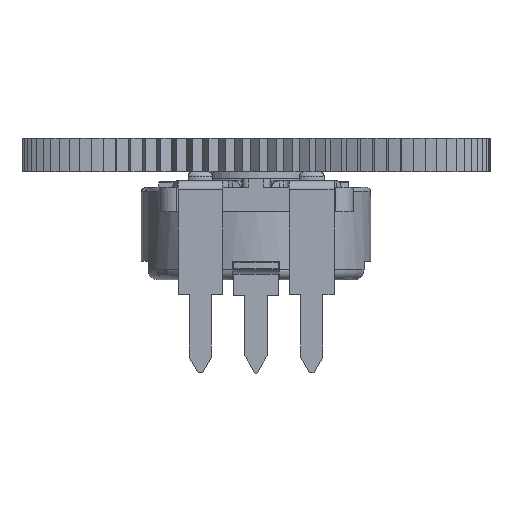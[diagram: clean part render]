
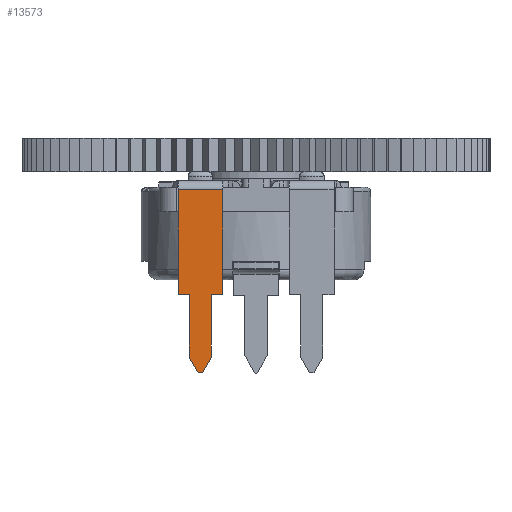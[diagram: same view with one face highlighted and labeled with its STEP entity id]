
A CAD part, front view. The second image highlights one B-rep face of the part: STEP entity #13573.
In plain terms, the highlighted planar face has unit normal (0, -1, 0).
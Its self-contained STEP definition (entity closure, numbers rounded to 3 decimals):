
#642 = DIRECTION ( 'NONE',  ( -1., 0., 0. ) ) ;
#669 = EDGE_CURVE ( 'NONE', #20462, #12757, #18787, .T. ) ;
#856 = CARTESIAN_POINT ( 'NONE',  ( -1.5, -5.454, -1.504 ) ) ;
#1256 = CARTESIAN_POINT ( 'NONE',  ( -2., -5.454, -1.504 ) ) ;
#2461 = ORIENTED_EDGE ( 'NONE', *, *, #22653, .F. ) ;
#2661 = ORIENTED_EDGE ( 'NONE', *, *, #6625, .T. ) ;
#2844 = ORIENTED_EDGE ( 'NONE', *, *, #24617, .F. ) ;
#3375 = DIRECTION ( 'NONE',  ( 0., 0., -1. ) ) ;
#3570 = ORIENTED_EDGE ( 'NONE', *, *, #19689, .T. ) ;
#3746 = VERTEX_POINT ( 'NONE', #26570 ) ;
#3848 = VECTOR ( 'NONE', #3375, 1000. ) ;
#3880 = DIRECTION ( 'NONE',  ( 1., 0., 0. ) ) ;
#4389 = EDGE_CURVE ( 'NONE', #16795, #14638, #9595, .T. ) ;
#4417 = VECTOR ( 'NONE', #7725, 1000. ) ;
#4942 = CARTESIAN_POINT ( 'NONE',  ( -3.5, -5.454, 3.2 ) ) ;
#5493 = VECTOR ( 'NONE', #19407, 1000. ) ;
#5496 = EDGE_CURVE ( 'NONE', #16986, #18083, #16746, .T. ) ;
#5743 = EDGE_CURVE ( 'NONE', #21233, #16795, #7596, .T. ) ;
#6533 = EDGE_CURVE ( 'NONE', #10471, #20462, #9535, .T. ) ;
#6625 = EDGE_CURVE ( 'NONE', #21233, #10959, #23543, .T. ) ;
#7596 = LINE ( 'NONE', #9395, #24550 ) ;
#7652 = VECTOR ( 'NONE', #3880, 1000. ) ;
#7725 = DIRECTION ( 'NONE',  ( 0., 0., -1. ) ) ;
#8415 = ORIENTED_EDGE ( 'NONE', *, *, #4389, .F. ) ;
#8685 = EDGE_CURVE ( 'NONE', #3746, #18083, #13340, .T. ) ;
#9395 = CARTESIAN_POINT ( 'NONE',  ( -2.4, -5.454, -5.004 ) ) ;
#9535 = LINE ( 'NONE', #16420, #15715 ) ;
#9595 = LINE ( 'NONE', #18588, #20770 ) ;
#9648 = DIRECTION ( 'NONE',  ( -1., 0., 0. ) ) ;
#9949 = CARTESIAN_POINT ( 'NONE',  ( -1.5, -5.454, -1.504 ) ) ;
#9956 = CARTESIAN_POINT ( 'NONE',  ( -1.5, -5.454, 3.2 ) ) ;
#10247 = CARTESIAN_POINT ( 'NONE',  ( -1.3, -5.454, 3.2 ) ) ;
#10471 = VERTEX_POINT ( 'NONE', #9956 ) ;
#10959 = VERTEX_POINT ( 'NONE', #28038 ) ;
#10994 = VECTOR ( 'NONE', #22945, 1000. ) ;
#12139 = CARTESIAN_POINT ( 'NONE',  ( -3.5, -5.454, -1.504 ) ) ;
#12585 = LINE ( 'NONE', #10247, #7652 ) ;
#12757 = VERTEX_POINT ( 'NONE', #16049 ) ;
#12999 = ORIENTED_EDGE ( 'NONE', *, *, #669, .F. ) ;
#13340 = LINE ( 'NONE', #22348, #21398 ) ;
#13573 = ADVANCED_FACE ( 'NONE', ( #22929 ), #18634, .F. ) ;
#14638 = VERTEX_POINT ( 'NONE', #20061 ) ;
#14663 = CARTESIAN_POINT ( 'NONE',  ( -2.4, -5.454, -5.004 ) ) ;
#14840 = ORIENTED_EDGE ( 'NONE', *, *, #5743, .F. ) ;
#15384 = EDGE_LOOP ( 'NONE', ( #2461, #18623, #20811, #3570, #8415, #14840, #2661, #2844, #12999, #16000 ) ) ;
#15715 = VECTOR ( 'NONE', #25434, 1000. ) ;
#16000 = ORIENTED_EDGE ( 'NONE', *, *, #6533, .F. ) ;
#16049 = CARTESIAN_POINT ( 'NONE',  ( -2., -5.454, -1.504 ) ) ;
#16420 = CARTESIAN_POINT ( 'NONE',  ( -1.5, -5.454, 4.234 ) ) ;
#16483 = DIRECTION ( 'NONE',  ( -0.5, 0., 0.866 ) ) ;
#16746 = LINE ( 'NONE', #26322, #3848 ) ;
#16795 = VERTEX_POINT ( 'NONE', #27657 ) ;
#16986 = VERTEX_POINT ( 'NONE', #4942 ) ;
#17151 = LINE ( 'NONE', #25589, #5493 ) ;
#18083 = VERTEX_POINT ( 'NONE', #12139 ) ;
#18588 = CARTESIAN_POINT ( 'NONE',  ( -2.6, -5.454, -5.004 ) ) ;
#18623 = ORIENTED_EDGE ( 'NONE', *, *, #5496, .T. ) ;
#18634 = PLANE ( 'NONE',  #26761 ) ;
#18772 = CARTESIAN_POINT ( 'NONE',  ( -1.3, -5.454, 4.234 ) ) ;
#18787 = LINE ( 'NONE', #9949, #10994 ) ;
#19311 = CARTESIAN_POINT ( 'NONE',  ( -2.4, -5.454, -5.004 ) ) ;
#19407 = DIRECTION ( 'NONE',  ( 0., 0., -1. ) ) ;
#19689 = EDGE_CURVE ( 'NONE', #3746, #14638, #17151, .T. ) ;
#19781 = LINE ( 'NONE', #1256, #4417 ) ;
#20061 = CARTESIAN_POINT ( 'NONE',  ( -3., -5.454, -4.311 ) ) ;
#20462 = VERTEX_POINT ( 'NONE', #856 ) ;
#20770 = VECTOR ( 'NONE', #16483, 1000. ) ;
#20811 = ORIENTED_EDGE ( 'NONE', *, *, #8685, .F. ) ;
#20880 = DIRECTION ( 'NONE',  ( -1., 0., 0. ) ) ;
#21233 = VERTEX_POINT ( 'NONE', #19311 ) ;
#21398 = VECTOR ( 'NONE', #642, 1000. ) ;
#21468 = DIRECTION ( 'NONE',  ( 0.5, 0., 0.866 ) ) ;
#22348 = CARTESIAN_POINT ( 'NONE',  ( -3., -5.454, -1.504 ) ) ;
#22653 = EDGE_CURVE ( 'NONE', #16986, #10471, #12585, .T. ) ;
#22929 = FACE_OUTER_BOUND ( 'NONE', #15384, .T. ) ;
#22945 = DIRECTION ( 'NONE',  ( -1., 0., 0. ) ) ;
#23361 = DIRECTION ( 'NONE',  ( 0., 1., 0. ) ) ;
#23543 = LINE ( 'NONE', #14663, #25181 ) ;
#24550 = VECTOR ( 'NONE', #20880, 1000. ) ;
#24617 = EDGE_CURVE ( 'NONE', #12757, #10959, #19781, .T. ) ;
#25181 = VECTOR ( 'NONE', #21468, 1000. ) ;
#25434 = DIRECTION ( 'NONE',  ( 0., 0., -1. ) ) ;
#25589 = CARTESIAN_POINT ( 'NONE',  ( -3., -5.454, -1.504 ) ) ;
#26322 = CARTESIAN_POINT ( 'NONE',  ( -3.5, -5.454, 5.98 ) ) ;
#26570 = CARTESIAN_POINT ( 'NONE',  ( -3., -5.454, -1.504 ) ) ;
#26761 = AXIS2_PLACEMENT_3D ( 'NONE', #18772, #23361, #9648 ) ;
#27657 = CARTESIAN_POINT ( 'NONE',  ( -2.6, -5.454, -5.004 ) ) ;
#28038 = CARTESIAN_POINT ( 'NONE',  ( -2., -5.454, -4.311 ) ) ;
